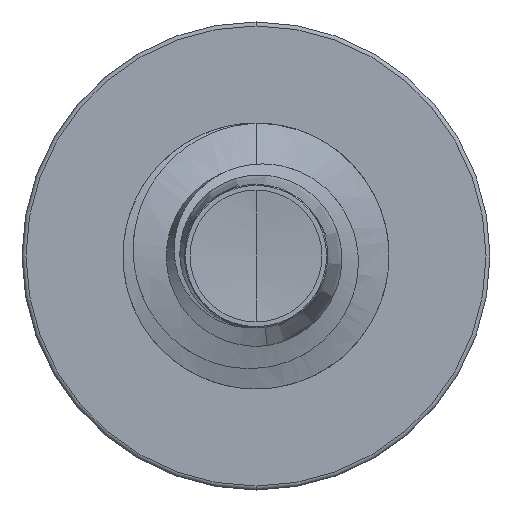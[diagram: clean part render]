
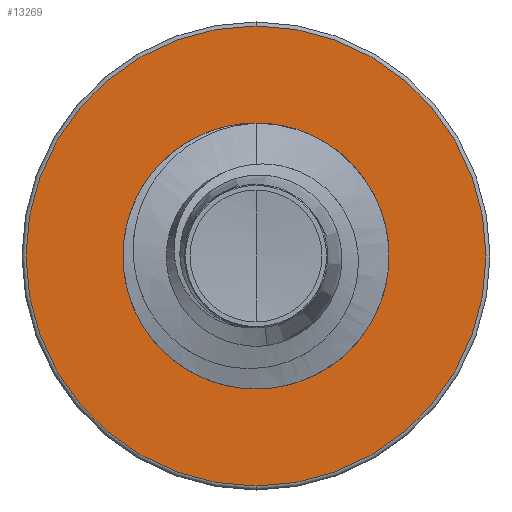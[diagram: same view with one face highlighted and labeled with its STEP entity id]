
A CAD part, front view. The second image highlights one B-rep face of the part: STEP entity #13269.
In plain terms, the highlighted planar face has unit normal (0, -1, 0).
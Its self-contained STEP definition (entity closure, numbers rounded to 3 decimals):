
#290 = DIRECTION ( 'NONE',  ( 0., 0., 1. ) ) ;
#318 = DIRECTION ( 'NONE',  ( 0., 1., 0. ) ) ;
#364 = VERTEX_POINT ( 'NONE', #12280 ) ;
#427 = AXIS2_PLACEMENT_3D ( 'NONE', #4416, #4393, #4358 ) ;
#435 = CARTESIAN_POINT ( 'NONE',  ( 0., 11., -2.415 ) ) ;
#509 = VERTEX_POINT ( 'NONE', #12278 ) ;
#695 = PLANE ( 'NONE',  #1995 ) ;
#1902 = DIRECTION ( 'NONE',  ( 0., 0., 1. ) ) ;
#1929 = DIRECTION ( 'NONE',  ( 0., 1., 0. ) ) ;
#1956 = CARTESIAN_POINT ( 'NONE',  ( 0., 11., 0. ) ) ;
#1995 = AXIS2_PLACEMENT_3D ( 'NONE', #435, #318, #290 ) ;
#2714 = ORIENTED_EDGE ( 'NONE', *, *, #14050, .F. ) ;
#4358 = DIRECTION ( 'NONE',  ( 0., 0., 1. ) ) ;
#4393 = DIRECTION ( 'NONE',  ( 0., 1., 0. ) ) ;
#4416 = CARTESIAN_POINT ( 'NONE',  ( 0., 11., 0. ) ) ;
#5356 = CARTESIAN_POINT ( 'NONE',  ( 0., 11., 2.415 ) ) ;
#5411 = AXIS2_PLACEMENT_3D ( 'NONE', #8829, #8812, #8806 ) ;
#5473 = AXIS2_PLACEMENT_3D ( 'NONE', #11830, #11825, #11818 ) ;
#5652 = FACE_OUTER_BOUND ( 'NONE', #13509, .T. ) ;
#5818 = ORIENTED_EDGE ( 'NONE', *, *, #10649, .F. ) ;
#5913 = AXIS2_PLACEMENT_3D ( 'NONE', #1956, #1929, #1902 ) ;
#6666 = EDGE_LOOP ( 'NONE', ( #11110, #12806 ) ) ;
#7478 = CARTESIAN_POINT ( 'NONE',  ( 0., 11., -2.415 ) ) ;
#8092 = VERTEX_POINT ( 'NONE', #5356 ) ;
#8806 = DIRECTION ( 'NONE',  ( 0., 0., 1. ) ) ;
#8812 = DIRECTION ( 'NONE',  ( 0., 1., 0. ) ) ;
#8829 = CARTESIAN_POINT ( 'NONE',  ( 0., 11., 0. ) ) ;
#9620 = CIRCLE ( 'NONE', #5473, 2.415 ) ;
#10649 = EDGE_CURVE ( 'NONE', #509, #364, #11459, .T. ) ;
#10702 = CIRCLE ( 'NONE', #427, 4.325 ) ;
#10967 = EDGE_CURVE ( 'NONE', #11538, #8092, #9620, .T. ) ;
#11033 = FACE_BOUND ( 'NONE', #6666, .T. ) ;
#11110 = ORIENTED_EDGE ( 'NONE', *, *, #11149, .T. ) ;
#11149 = EDGE_CURVE ( 'NONE', #8092, #11538, #13628, .T. ) ;
#11459 = CIRCLE ( 'NONE', #5913, 4.325 ) ;
#11538 = VERTEX_POINT ( 'NONE', #7478 ) ;
#11818 = DIRECTION ( 'NONE',  ( 0., 0., 1. ) ) ;
#11825 = DIRECTION ( 'NONE',  ( 0., 1., 0. ) ) ;
#11830 = CARTESIAN_POINT ( 'NONE',  ( 0., 11., 0. ) ) ;
#12278 = CARTESIAN_POINT ( 'NONE',  ( 0., 11., -4.325 ) ) ;
#12280 = CARTESIAN_POINT ( 'NONE',  ( 0., 11., 4.325 ) ) ;
#12806 = ORIENTED_EDGE ( 'NONE', *, *, #10967, .T. ) ;
#13269 = ADVANCED_FACE ( 'NONE', ( #5652, #11033 ), #695, .F. ) ;
#13509 = EDGE_LOOP ( 'NONE', ( #2714, #5818 ) ) ;
#13628 = CIRCLE ( 'NONE', #5411, 2.415 ) ;
#14050 = EDGE_CURVE ( 'NONE', #364, #509, #10702, .T. ) ;
